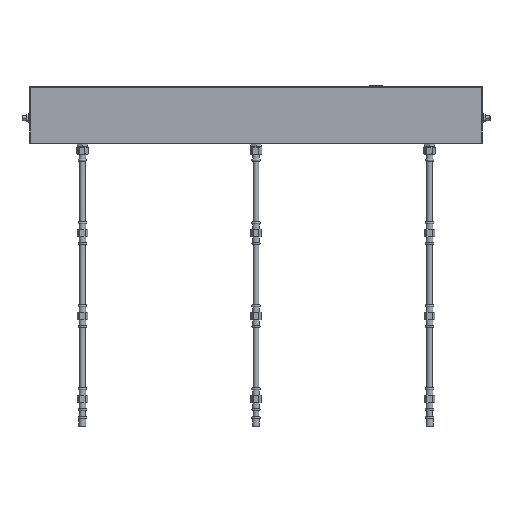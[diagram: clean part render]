
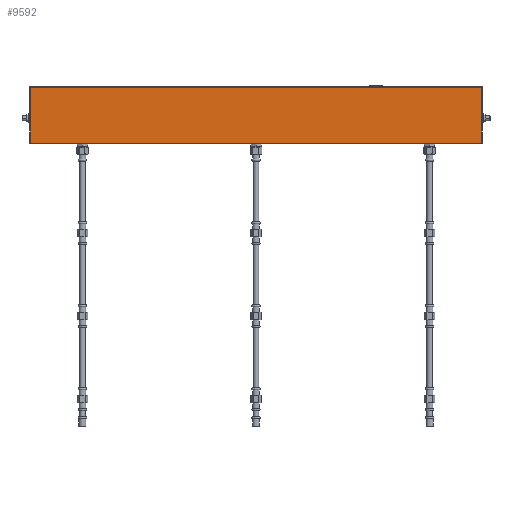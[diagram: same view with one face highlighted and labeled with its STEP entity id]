
A CAD part, front view. The second image highlights one B-rep face of the part: STEP entity #9592.
In plain terms, the highlighted planar face has unit normal (0, -1, 0).
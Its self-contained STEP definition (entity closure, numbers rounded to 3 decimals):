
#1503=DIRECTION('',(1.,0.,0.));
#1504=VECTOR('',#1503,1196.);
#1505=CARTESIAN_POINT('',(-698.,-71.5,2.));
#1506=LINE('',#1505,#1504);
#1507=DIRECTION('',(0.,0.,-1.));
#1508=VECTOR('',#1507,148.);
#1509=CARTESIAN_POINT('',(-698.,-71.5,150.));
#1510=LINE('',#1509,#1508);
#1511=DIRECTION('',(-1.,0.,0.));
#1512=VECTOR('',#1511,1196.);
#1513=CARTESIAN_POINT('',(498.,-71.5,150.));
#1514=LINE('',#1513,#1512);
#1515=DIRECTION('',(0.,0.,1.));
#1516=VECTOR('',#1515,148.);
#1517=CARTESIAN_POINT('',(498.,-71.5,2.));
#1518=LINE('',#1517,#1516);
#7651=CARTESIAN_POINT('',(-698.,-71.5,2.));
#7652=CARTESIAN_POINT('',(498.,-71.5,2.));
#7653=VERTEX_POINT('',#7651);
#7654=VERTEX_POINT('',#7652);
#7671=CARTESIAN_POINT('',(-698.,-71.5,150.));
#7672=VERTEX_POINT('',#7671);
#7675=CARTESIAN_POINT('',(498.,-71.5,150.));
#7676=VERTEX_POINT('',#7675);
#9579=CARTESIAN_POINT('',(0.,-71.5,0.));
#9580=DIRECTION('',(0.,1.,0.));
#9581=DIRECTION('',(0.,0.,1.));
#9582=AXIS2_PLACEMENT_3D('',#9579,#9580,#9581);
#9583=PLANE('',#9582);
#9584=ORIENTED_EDGE('',*,*,#9544,.F.);
#9585=ORIENTED_EDGE('',*,*,#9569,.F.);
#9587=ORIENTED_EDGE('',*,*,#9586,.F.);
#9589=ORIENTED_EDGE('',*,*,#9588,.F.);
#9590=EDGE_LOOP('',(#9584,#9585,#9587,#9589));
#9591=FACE_OUTER_BOUND('',#9590,.F.);
#9544=EDGE_CURVE('',#7653,#7654,#1506,.T.);
#9569=EDGE_CURVE('',#7672,#7653,#1510,.T.);
#9586=EDGE_CURVE('',#7676,#7672,#1514,.T.);
#9588=EDGE_CURVE('',#7654,#7676,#1518,.T.);
#9592=ADVANCED_FACE('',(#9591),#9583,.F.);
